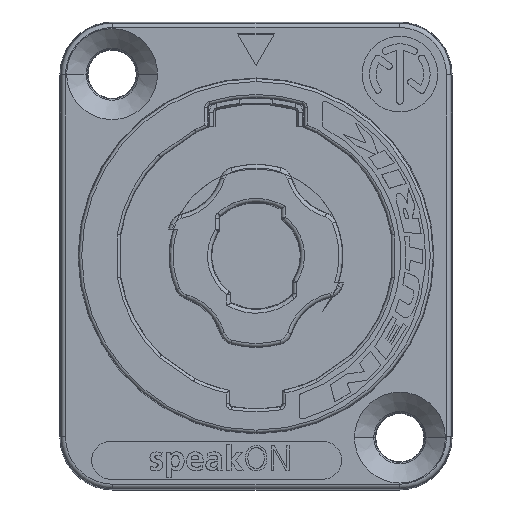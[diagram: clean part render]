
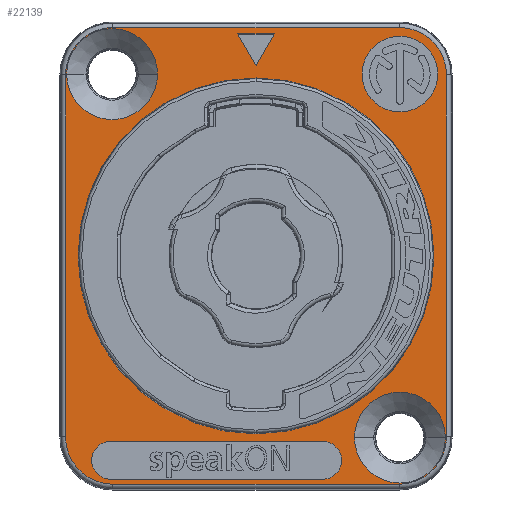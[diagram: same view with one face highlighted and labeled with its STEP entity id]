
A CAD part, top view. The second image highlights one B-rep face of the part: STEP entity #22139.
In plain terms, the highlighted planar face has unit normal (0, 0, 1).
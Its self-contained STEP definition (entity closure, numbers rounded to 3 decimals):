
#3352=CARTESIAN_POINT('',(9.5,12.,4.5));
#3353=DIRECTION('',(0.,0.,1.));
#3354=DIRECTION('',(1.,0.,0.));
#3355=AXIS2_PLACEMENT_3D('',#3352,#3353,#3354);
#3357=CARTESIAN_POINT('',(9.5,12.,4.5));
#3358=DIRECTION('',(0.,0.,1.));
#3359=DIRECTION('',(-1.,0.,0.));
#3360=AXIS2_PLACEMENT_3D('',#3357,#3358,#3359);
#3362=CARTESIAN_POINT('',(-9.6,-13.5,4.5));
#3363=DIRECTION('',(0.,0.,1.));
#3364=DIRECTION('',(0.,1.,0.));
#3365=AXIS2_PLACEMENT_3D('',#3362,#3363,#3364);
#3367=DIRECTION('',(1.,0.,0.));
#3368=VECTOR('',#3367,14.);
#3369=CARTESIAN_POINT('',(-9.6,-14.75,4.5));
#3370=LINE('',#3369,#3368);
#3371=CARTESIAN_POINT('',(4.4,-13.5,4.5));
#3372=DIRECTION('',(0.,0.,1.));
#3373=DIRECTION('',(0.,-1.,0.));
#3374=AXIS2_PLACEMENT_3D('',#3371,#3372,#3373);
#3376=DIRECTION('',(-1.,0.,0.));
#3377=VECTOR('',#3376,14.);
#3378=CARTESIAN_POINT('',(4.4,-12.25,4.5));
#3379=LINE('',#3378,#3377);
#3380=DIRECTION('',(0.5,-0.866,0.));
#3381=VECTOR('',#3380,2.4);
#3382=CARTESIAN_POINT('',(-1.2,14.65,4.5));
#3383=LINE('',#3382,#3381);
#3384=DIRECTION('',(0.5,0.866,0.));
#3385=VECTOR('',#3384,2.4);
#3386=CARTESIAN_POINT('',(0.,12.572,4.5));
#3387=LINE('',#3386,#3385);
#3388=DIRECTION('',(-1.,0.,0.));
#3389=VECTOR('',#3388,2.4);
#3390=CARTESIAN_POINT('',(1.2,14.65,4.5));
#3391=LINE('',#3390,#3389);
#3392=CARTESIAN_POINT('',(-9.5,12.,4.5));
#3393=DIRECTION('',(0.,0.,1.));
#3394=DIRECTION('',(-1.,0.,0.));
#3395=AXIS2_PLACEMENT_3D('',#3392,#3393,#3394);
#3397=CARTESIAN_POINT('',(-9.5,12.,4.5));
#3398=DIRECTION('',(0.,0.,1.));
#3399=DIRECTION('',(1.,0.,0.));
#3400=AXIS2_PLACEMENT_3D('',#3397,#3398,#3399);
#3402=CARTESIAN_POINT('',(9.5,-12.,4.5));
#3403=DIRECTION('',(0.,0.,1.));
#3404=DIRECTION('',(1.,0.,0.));
#3405=AXIS2_PLACEMENT_3D('',#3402,#3403,#3404);
#3407=CARTESIAN_POINT('',(9.5,-12.,4.5));
#3408=DIRECTION('',(0.,0.,1.));
#3409=DIRECTION('',(-1.,0.,0.));
#3410=AXIS2_PLACEMENT_3D('',#3407,#3408,#3409);
#3412=CARTESIAN_POINT('',(-9.45,-11.95,4.5));
#3413=DIRECTION('',(0.,0.,1.));
#3414=DIRECTION('',(-1.,0.,0.));
#3415=AXIS2_PLACEMENT_3D('',#3412,#3413,#3414);
#3417=DIRECTION('',(0.,-1.,0.));
#3418=VECTOR('',#3417,23.9);
#3419=CARTESIAN_POINT('',(-12.577,11.95,4.5));
#3420=LINE('',#3419,#3418);
#3421=CARTESIAN_POINT('',(-9.45,11.95,4.5));
#3422=DIRECTION('',(0.,0.,1.));
#3423=DIRECTION('',(0.,1.,0.));
#3424=AXIS2_PLACEMENT_3D('',#3421,#3422,#3423);
#3426=DIRECTION('',(-1.,0.,0.));
#3427=VECTOR('',#3426,18.9);
#3428=CARTESIAN_POINT('',(9.45,15.077,4.5));
#3429=LINE('',#3428,#3427);
#3430=CARTESIAN_POINT('',(9.45,11.95,4.5));
#3431=DIRECTION('',(0.,0.,1.));
#3432=DIRECTION('',(1.,0.,0.));
#3433=AXIS2_PLACEMENT_3D('',#3430,#3431,#3432);
#3435=DIRECTION('',(0.,1.,0.));
#3436=VECTOR('',#3435,23.9);
#3437=CARTESIAN_POINT('',(12.577,-11.95,4.5));
#3438=LINE('',#3437,#3436);
#3439=CARTESIAN_POINT('',(9.45,-11.95,4.5));
#3440=DIRECTION('',(0.,0.,1.));
#3441=DIRECTION('',(0.,-1.,0.));
#3442=AXIS2_PLACEMENT_3D('',#3439,#3440,#3441);
#3444=DIRECTION('',(1.,0.,0.));
#3445=VECTOR('',#3444,18.9);
#3446=CARTESIAN_POINT('',(-9.45,-15.077,4.5));
#3447=LINE('',#3446,#3445);
#3453=CARTESIAN_POINT('',(0.,0.,4.5));
#3454=DIRECTION('',(0.,0.,-1.));
#3455=DIRECTION('',(0.,1.,0.));
#3456=AXIS2_PLACEMENT_3D('',#3453,#3454,#3455);
#4809=CARTESIAN_POINT('',(0.,0.,4.5));
#4810=DIRECTION('',(0.,0.,1.));
#4811=DIRECTION('',(0.,1.,0.));
#4812=AXIS2_PLACEMENT_3D('',#4809,#4810,#4811);
#16196=CARTESIAN_POINT('',(0.,11.75,4.5));
#16197=CARTESIAN_POINT('',(0.,-11.75,4.5));
#16198=VERTEX_POINT('',#16196);
#16199=VERTEX_POINT('',#16197);
#16234=CARTESIAN_POINT('',(12.,12.,4.5));
#16235=CARTESIAN_POINT('',(7.,12.,4.5));
#16236=VERTEX_POINT('',#16234);
#16237=VERTEX_POINT('',#16235);
#16238=CARTESIAN_POINT('',(-9.6,-12.25,4.5));
#16239=CARTESIAN_POINT('',(-9.6,-14.75,4.5));
#16240=VERTEX_POINT('',#16238);
#16241=VERTEX_POINT('',#16239);
#16242=CARTESIAN_POINT('',(4.4,-14.75,4.5));
#16243=VERTEX_POINT('',#16242);
#16244=CARTESIAN_POINT('',(4.4,-12.25,4.5));
#16245=VERTEX_POINT('',#16244);
#16246=CARTESIAN_POINT('',(-1.2,14.65,4.5));
#16247=CARTESIAN_POINT('',(0.,12.572,4.5));
#16248=VERTEX_POINT('',#16246);
#16249=VERTEX_POINT('',#16247);
#16250=CARTESIAN_POINT('',(1.2,14.65,4.5));
#16251=VERTEX_POINT('',#16250);
#17570=CARTESIAN_POINT('',(-12.5,12.,4.5));
#17571=CARTESIAN_POINT('',(-6.5,12.,4.5));
#17572=VERTEX_POINT('',#17570);
#17573=VERTEX_POINT('',#17571);
#17578=CARTESIAN_POINT('',(12.5,-12.,4.5));
#17579=CARTESIAN_POINT('',(6.5,-12.,4.5));
#17580=VERTEX_POINT('',#17578);
#17581=VERTEX_POINT('',#17579);
#17590=CARTESIAN_POINT('',(-12.577,-11.95,4.5));
#17591=CARTESIAN_POINT('',(-9.45,-15.077,4.5));
#17592=VERTEX_POINT('',#17590);
#17593=VERTEX_POINT('',#17591);
#17598=CARTESIAN_POINT('',(9.45,-15.077,4.5));
#17599=VERTEX_POINT('',#17598);
#17602=CARTESIAN_POINT('',(12.577,-11.95,4.5));
#17603=VERTEX_POINT('',#17602);
#17606=CARTESIAN_POINT('',(12.577,11.95,4.5));
#17607=VERTEX_POINT('',#17606);
#17610=CARTESIAN_POINT('',(9.45,15.077,4.5));
#17611=VERTEX_POINT('',#17610);
#17614=CARTESIAN_POINT('',(-9.45,15.077,4.5));
#17615=VERTEX_POINT('',#17614);
#17618=CARTESIAN_POINT('',(-12.577,11.95,4.5));
#17619=VERTEX_POINT('',#17618);
#22075=CARTESIAN_POINT('',(0.,0.,4.5));
#22076=DIRECTION('',(0.,0.,-1.));
#22077=DIRECTION('',(0.,-1.,0.));
#22078=AXIS2_PLACEMENT_3D('',#22075,#22076,#22077);
#22079=PLANE('',#22078);
#22081=ORIENTED_EDGE('',*,*,#22080,.F.);
#22083=ORIENTED_EDGE('',*,*,#22082,.F.);
#22085=ORIENTED_EDGE('',*,*,#22084,.F.);
#22086=ORIENTED_EDGE('',*,*,#22065,.F.);
#22088=ORIENTED_EDGE('',*,*,#22087,.F.);
#22090=ORIENTED_EDGE('',*,*,#22089,.F.);
#22092=ORIENTED_EDGE('',*,*,#22091,.F.);
#22094=ORIENTED_EDGE('',*,*,#22093,.F.);
#22095=EDGE_LOOP('',(#22081,#22083,#22085,#22086,#22088,#22090,#22092,#22094));
#22096=FACE_OUTER_BOUND('',#22095,.F.);
#22098=ORIENTED_EDGE('',*,*,#22097,.T.);
#22100=ORIENTED_EDGE('',*,*,#22099,.T.);
#22101=EDGE_LOOP('',(#22098,#22100));
#22102=FACE_BOUND('',#22101,.F.);
#22104=ORIENTED_EDGE('',*,*,#22103,.T.);
#22106=ORIENTED_EDGE('',*,*,#22105,.T.);
#22108=ORIENTED_EDGE('',*,*,#22107,.T.);
#22110=ORIENTED_EDGE('',*,*,#22109,.T.);
#22111=EDGE_LOOP('',(#22104,#22106,#22108,#22110));
#22112=FACE_BOUND('',#22111,.F.);
#22114=ORIENTED_EDGE('',*,*,#22113,.T.);
#22116=ORIENTED_EDGE('',*,*,#22115,.T.);
#22118=ORIENTED_EDGE('',*,*,#22117,.T.);
#22119=EDGE_LOOP('',(#22114,#22116,#22118));
#22120=FACE_BOUND('',#22119,.F.);
#22122=ORIENTED_EDGE('',*,*,#22121,.T.);
#22124=ORIENTED_EDGE('',*,*,#22123,.T.);
#22125=EDGE_LOOP('',(#22122,#22124));
#22126=FACE_BOUND('',#22125,.F.);
#22128=ORIENTED_EDGE('',*,*,#22127,.T.);
#22130=ORIENTED_EDGE('',*,*,#22129,.T.);
#22131=EDGE_LOOP('',(#22128,#22130));
#22132=FACE_BOUND('',#22131,.F.);
#22134=ORIENTED_EDGE('',*,*,#22133,.F.);
#22136=ORIENTED_EDGE('',*,*,#22135,.T.);
#22137=EDGE_LOOP('',(#22134,#22136));
#22138=FACE_BOUND('',#22137,.F.);
#22139=ADVANCED_FACE('',(#22096,#22102,#22112,#22120,#22126,#22132,#22138),
#22079,.F.);
#3356=CIRCLE('',#3355,2.5);
#3361=CIRCLE('',#3360,2.5);
#3366=CIRCLE('',#3365,1.25);
#3375=CIRCLE('',#3374,1.25);
#3396=CIRCLE('',#3395,3.);
#3401=CIRCLE('',#3400,3.);
#3406=CIRCLE('',#3405,3.);
#3411=CIRCLE('',#3410,3.);
#3416=CIRCLE('',#3415,3.127);
#3425=CIRCLE('',#3424,3.127);
#3434=CIRCLE('',#3433,3.127);
#3443=CIRCLE('',#3442,3.127);
#3457=CIRCLE('',#3456,11.75);
#4813=CIRCLE('',#4812,11.75);
#22065=EDGE_CURVE('',#17611,#17615,#3429,.T.);
#22080=EDGE_CURVE('',#17592,#17593,#3416,.T.);
#22082=EDGE_CURVE('',#17619,#17592,#3420,.T.);
#22084=EDGE_CURVE('',#17615,#17619,#3425,.T.);
#22087=EDGE_CURVE('',#17607,#17611,#3434,.T.);
#22089=EDGE_CURVE('',#17603,#17607,#3438,.T.);
#22091=EDGE_CURVE('',#17599,#17603,#3443,.T.);
#22093=EDGE_CURVE('',#17593,#17599,#3447,.T.);
#22097=EDGE_CURVE('',#16236,#16237,#3356,.T.);
#22099=EDGE_CURVE('',#16237,#16236,#3361,.T.);
#22103=EDGE_CURVE('',#16240,#16241,#3366,.T.);
#22105=EDGE_CURVE('',#16241,#16243,#3370,.T.);
#22107=EDGE_CURVE('',#16243,#16245,#3375,.T.);
#22109=EDGE_CURVE('',#16245,#16240,#3379,.T.);
#22113=EDGE_CURVE('',#16248,#16249,#3383,.T.);
#22115=EDGE_CURVE('',#16249,#16251,#3387,.T.);
#22117=EDGE_CURVE('',#16251,#16248,#3391,.T.);
#22121=EDGE_CURVE('',#17572,#17573,#3396,.T.);
#22123=EDGE_CURVE('',#17573,#17572,#3401,.T.);
#22127=EDGE_CURVE('',#17580,#17581,#3406,.T.);
#22129=EDGE_CURVE('',#17581,#17580,#3411,.T.);
#22133=EDGE_CURVE('',#16198,#16199,#3457,.T.);
#22135=EDGE_CURVE('',#16198,#16199,#4813,.T.);
